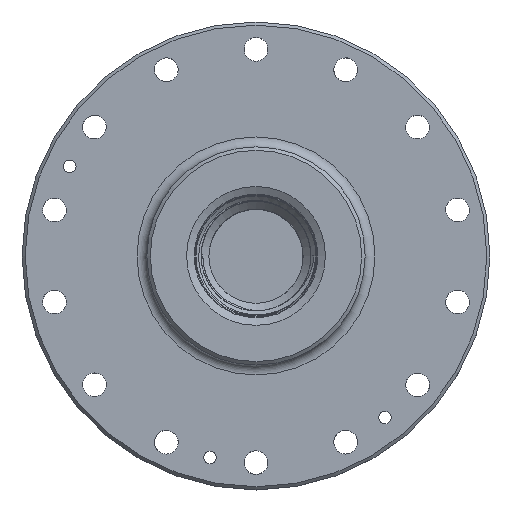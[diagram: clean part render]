
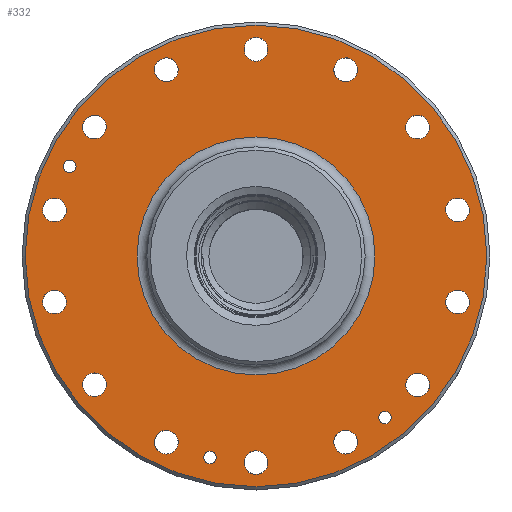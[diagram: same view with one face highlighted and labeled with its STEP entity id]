
A CAD part, top view. The second image highlights one B-rep face of the part: STEP entity #332.
In plain terms, the highlighted planar face has unit normal (0, 0, 1).
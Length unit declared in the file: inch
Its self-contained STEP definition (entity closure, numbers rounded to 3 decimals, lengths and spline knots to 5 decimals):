
#52=PLANE('',#1552);
#148=FACE_BOUND('',#572,.T.);
#149=FACE_BOUND('',#573,.T.);
#150=FACE_BOUND('',#574,.T.);
#151=FACE_BOUND('',#575,.T.);
#152=FACE_BOUND('',#576,.T.);
#153=FACE_BOUND('',#577,.T.);
#154=FACE_BOUND('',#578,.T.);
#155=FACE_BOUND('',#579,.T.);
#156=FACE_BOUND('',#580,.T.);
#157=FACE_BOUND('',#581,.T.);
#158=FACE_BOUND('',#582,.T.);
#159=FACE_BOUND('',#583,.T.);
#160=FACE_BOUND('',#584,.T.);
#161=FACE_BOUND('',#585,.T.);
#162=FACE_BOUND('',#586,.T.);
#163=FACE_BOUND('',#587,.T.);
#164=FACE_BOUND('',#588,.T.);
#165=FACE_BOUND('',#589,.T.);
#166=FACE_BOUND('',#590,.T.);
#332=ADVANCED_FACE('',(#148,#149,#150,#151,#152,#153,#154,#155,#156,#157,
#158,#159,#160,#161,#162,#163,#164,#165,#166),#52,.F.);
#572=EDGE_LOOP('',(#917));
#573=EDGE_LOOP('',(#918));
#574=EDGE_LOOP('',(#919));
#575=EDGE_LOOP('',(#920));
#576=EDGE_LOOP('',(#921));
#577=EDGE_LOOP('',(#922));
#578=EDGE_LOOP('',(#923));
#579=EDGE_LOOP('',(#924));
#580=EDGE_LOOP('',(#925));
#581=EDGE_LOOP('',(#926));
#582=EDGE_LOOP('',(#927));
#583=EDGE_LOOP('',(#928));
#584=EDGE_LOOP('',(#929));
#585=EDGE_LOOP('',(#930));
#586=EDGE_LOOP('',(#931));
#587=EDGE_LOOP('',(#932));
#588=EDGE_LOOP('',(#933));
#589=EDGE_LOOP('',(#934));
#590=EDGE_LOOP('',(#935));
#763=CIRCLE('',#1533,1.455);
#764=CIRCLE('',#1534,0.03937);
#765=CIRCLE('',#1535,0.03937);
#766=CIRCLE('',#1536,0.03937);
#767=CIRCLE('',#1537,0.75);
#768=CIRCLE('',#1538,0.07475);
#769=CIRCLE('',#1539,0.07475);
#770=CIRCLE('',#1540,0.07475);
#771=CIRCLE('',#1541,0.07475);
#772=CIRCLE('',#1542,0.07475);
#773=CIRCLE('',#1543,0.07475);
#774=CIRCLE('',#1544,0.07475);
#775=CIRCLE('',#1545,0.07475);
#776=CIRCLE('',#1546,0.07475);
#777=CIRCLE('',#1547,0.07475);
#778=CIRCLE('',#1548,0.07475);
#779=CIRCLE('',#1549,0.07475);
#780=CIRCLE('',#1550,0.07475);
#781=CIRCLE('',#1551,0.07475);
#917=ORIENTED_EDGE('',*,*,#1366,.T.);
#918=ORIENTED_EDGE('',*,*,#1367,.F.);
#919=ORIENTED_EDGE('',*,*,#1368,.F.);
#920=ORIENTED_EDGE('',*,*,#1369,.F.);
#921=ORIENTED_EDGE('',*,*,#1370,.T.);
#922=ORIENTED_EDGE('',*,*,#1371,.F.);
#923=ORIENTED_EDGE('',*,*,#1372,.F.);
#924=ORIENTED_EDGE('',*,*,#1373,.F.);
#925=ORIENTED_EDGE('',*,*,#1374,.F.);
#926=ORIENTED_EDGE('',*,*,#1375,.F.);
#927=ORIENTED_EDGE('',*,*,#1376,.F.);
#928=ORIENTED_EDGE('',*,*,#1377,.F.);
#929=ORIENTED_EDGE('',*,*,#1378,.F.);
#930=ORIENTED_EDGE('',*,*,#1379,.F.);
#931=ORIENTED_EDGE('',*,*,#1380,.F.);
#932=ORIENTED_EDGE('',*,*,#1381,.F.);
#933=ORIENTED_EDGE('',*,*,#1382,.F.);
#934=ORIENTED_EDGE('',*,*,#1383,.F.);
#935=ORIENTED_EDGE('',*,*,#1384,.F.);
#1219=VERTEX_POINT('',#7174);
#1220=VERTEX_POINT('',#7176);
#1221=VERTEX_POINT('',#7178);
#1222=VERTEX_POINT('',#7180);
#1223=VERTEX_POINT('',#7182);
#1224=VERTEX_POINT('',#7184);
#1225=VERTEX_POINT('',#7186);
#1226=VERTEX_POINT('',#7188);
#1227=VERTEX_POINT('',#7190);
#1228=VERTEX_POINT('',#7192);
#1229=VERTEX_POINT('',#7194);
#1230=VERTEX_POINT('',#7196);
#1231=VERTEX_POINT('',#7198);
#1232=VERTEX_POINT('',#7200);
#1233=VERTEX_POINT('',#7202);
#1234=VERTEX_POINT('',#7204);
#1235=VERTEX_POINT('',#7206);
#1236=VERTEX_POINT('',#7208);
#1237=VERTEX_POINT('',#7210);
#1366=EDGE_CURVE('',#1219,#1219,#763,.T.);
#1367=EDGE_CURVE('',#1220,#1220,#764,.T.);
#1368=EDGE_CURVE('',#1221,#1221,#765,.T.);
#1369=EDGE_CURVE('',#1222,#1222,#766,.T.);
#1370=EDGE_CURVE('',#1223,#1223,#767,.T.);
#1371=EDGE_CURVE('',#1224,#1224,#768,.T.);
#1372=EDGE_CURVE('',#1225,#1225,#769,.T.);
#1373=EDGE_CURVE('',#1226,#1226,#770,.T.);
#1374=EDGE_CURVE('',#1227,#1227,#771,.T.);
#1375=EDGE_CURVE('',#1228,#1228,#772,.T.);
#1376=EDGE_CURVE('',#1229,#1229,#773,.T.);
#1377=EDGE_CURVE('',#1230,#1230,#774,.T.);
#1378=EDGE_CURVE('',#1231,#1231,#775,.T.);
#1379=EDGE_CURVE('',#1232,#1232,#776,.T.);
#1380=EDGE_CURVE('',#1233,#1233,#777,.T.);
#1381=EDGE_CURVE('',#1234,#1234,#778,.T.);
#1382=EDGE_CURVE('',#1235,#1235,#779,.T.);
#1383=EDGE_CURVE('',#1236,#1236,#780,.T.);
#1384=EDGE_CURVE('',#1237,#1237,#781,.T.);
#1533=AXIS2_PLACEMENT_3D('',#7173,#1686,#1687);
#1534=AXIS2_PLACEMENT_3D('',#7175,#1688,#1689);
#1535=AXIS2_PLACEMENT_3D('',#7177,#1690,#1691);
#1536=AXIS2_PLACEMENT_3D('',#7179,#1692,#1693);
#1537=AXIS2_PLACEMENT_3D('',#7181,#1694,#1695);
#1538=AXIS2_PLACEMENT_3D('',#7183,#1696,#1697);
#1539=AXIS2_PLACEMENT_3D('',#7185,#1698,#1699);
#1540=AXIS2_PLACEMENT_3D('',#7187,#1700,#1701);
#1541=AXIS2_PLACEMENT_3D('',#7189,#1702,#1703);
#1542=AXIS2_PLACEMENT_3D('',#7191,#1704,#1705);
#1543=AXIS2_PLACEMENT_3D('',#7193,#1706,#1707);
#1544=AXIS2_PLACEMENT_3D('',#7195,#1708,#1709);
#1545=AXIS2_PLACEMENT_3D('',#7197,#1710,#1711);
#1546=AXIS2_PLACEMENT_3D('',#7199,#1712,#1713);
#1547=AXIS2_PLACEMENT_3D('',#7201,#1714,#1715);
#1548=AXIS2_PLACEMENT_3D('',#7203,#1716,#1717);
#1549=AXIS2_PLACEMENT_3D('',#7205,#1718,#1719);
#1550=AXIS2_PLACEMENT_3D('',#7207,#1720,#1721);
#1551=AXIS2_PLACEMENT_3D('',#7209,#1722,#1723);
#1552=AXIS2_PLACEMENT_3D('',#7211,#1724,#1725);
#1686=DIRECTION('',(0.,0.,1.));
#1687=DIRECTION('',(0.,1.,0.));
#1688=DIRECTION('',(0.,0.,1.));
#1689=DIRECTION('',(0.,1.,0.));
#1690=DIRECTION('',(0.,0.,1.));
#1691=DIRECTION('',(0.,1.,0.));
#1692=DIRECTION('',(0.,0.,1.));
#1693=DIRECTION('',(0.,1.,0.));
#1694=DIRECTION('',(0.,0.,-1.));
#1695=DIRECTION('',(0.,1.,0.));
#1696=DIRECTION('',(0.,0.,1.));
#1697=DIRECTION('',(0.309,-0.951,0.));
#1698=DIRECTION('',(0.,0.,1.));
#1699=DIRECTION('',(1.,0.,0.));
#1700=DIRECTION('',(0.,0.,1.));
#1701=DIRECTION('',(-0.309,-0.951,0.));
#1702=DIRECTION('',(0.,0.,1.));
#1703=DIRECTION('',(0.809,0.588,0.));
#1704=DIRECTION('',(0.,0.,1.));
#1705=DIRECTION('',(-0.707,-0.707,0.));
#1706=DIRECTION('',(0.,0.,1.));
#1707=DIRECTION('',(0.,-1.,0.));
#1708=DIRECTION('',(0.,0.,1.));
#1709=DIRECTION('',(0.809,-0.588,0.));
#1710=DIRECTION('',(0.,0.,1.));
#1711=DIRECTION('',(0.383,-0.924,0.));
#1712=DIRECTION('',(0.,0.,1.));
#1713=DIRECTION('',(-0.809,0.588,0.));
#1714=DIRECTION('',(0.,0.,1.));
#1715=DIRECTION('',(-0.309,0.951,0.));
#1716=DIRECTION('',(0.,0.,1.));
#1717=DIRECTION('',(0.309,0.951,0.));
#1718=DIRECTION('',(0.,0.,1.));
#1719=DIRECTION('',(-1.,0.,0.));
#1720=DIRECTION('',(0.,0.,1.));
#1721=DIRECTION('',(-0.809,-0.588,0.));
#1722=DIRECTION('',(0.,0.,1.));
#1723=DIRECTION('',(-0.383,-0.924,0.));
#1724=DIRECTION('',(0.,0.,-1.));
#1725=DIRECTION('',(-1.,0.,0.));
#7173=CARTESIAN_POINT('',(0.,0.,11.22854));
#7174=CARTESIAN_POINT('',(0.,1.455,11.22854));
#7175=CARTESIAN_POINT('',(0.81246,-1.0188,11.22854));
#7176=CARTESIAN_POINT('',(0.81246,-0.97943,11.22854));
#7177=CARTESIAN_POINT('',(-0.28996,-1.27042,11.22854));
#7178=CARTESIAN_POINT('',(-0.28996,-1.23105,11.22854));
#7179=CARTESIAN_POINT('',(-1.17404,0.56539,11.22854));
#7180=CARTESIAN_POINT('',(-1.17404,0.60476,11.22854));
#7181=CARTESIAN_POINT('',(0.,0.,11.22854));
#7182=CARTESIAN_POINT('',(0.,0.75,11.22854));
#7183=CARTESIAN_POINT('',(0.56538,-1.17403,11.22854));
#7184=CARTESIAN_POINT('',(0.58848,-1.24512,11.22854));
#7185=CARTESIAN_POINT('',(0.,1.30307,11.22854));
#7186=CARTESIAN_POINT('',(0.07475,1.30307,11.22854));
#7187=CARTESIAN_POINT('',(0.,-1.30307,11.22854));
#7188=CARTESIAN_POINT('',(-0.0231,-1.37417,11.22854));
#7189=CARTESIAN_POINT('',(-0.56538,1.17403,11.22854));
#7190=CARTESIAN_POINT('',(-0.50491,1.21797,11.22854));
#7191=CARTESIAN_POINT('',(1.2704,-0.28996,11.22854));
#7192=CARTESIAN_POINT('',(1.21755,-0.34282,11.22854));
#7193=CARTESIAN_POINT('',(1.01879,0.81245,11.22854));
#7194=CARTESIAN_POINT('',(1.01879,0.7377,11.22854));
#7195=CARTESIAN_POINT('',(1.01879,-0.81245,11.22854));
#7196=CARTESIAN_POINT('',(1.07926,-0.85639,11.22854));
#7197=CARTESIAN_POINT('',(0.56538,1.17403,11.22854));
#7198=CARTESIAN_POINT('',(0.59399,1.10497,11.22854));
#7199=CARTESIAN_POINT('',(-1.2704,-0.28996,11.22854));
#7200=CARTESIAN_POINT('',(-1.33088,-0.24602,11.22854));
#7201=CARTESIAN_POINT('',(-1.2704,0.28996,11.22854));
#7202=CARTESIAN_POINT('',(-1.2935,0.36105,11.22854));
#7203=CARTESIAN_POINT('',(-1.01879,0.81245,11.22854));
#7204=CARTESIAN_POINT('',(-0.99569,0.88355,11.22854));
#7205=CARTESIAN_POINT('',(-1.01879,-0.81245,11.22854));
#7206=CARTESIAN_POINT('',(-1.09354,-0.81245,11.22854));
#7207=CARTESIAN_POINT('',(-0.56538,-1.17403,11.22854));
#7208=CARTESIAN_POINT('',(-0.62586,-1.21797,11.22854));
#7209=CARTESIAN_POINT('',(1.2704,0.28996,11.22854));
#7210=CARTESIAN_POINT('',(1.2418,0.2209,11.22854));
#7211=CARTESIAN_POINT('',(0.,0.297,11.22854));
